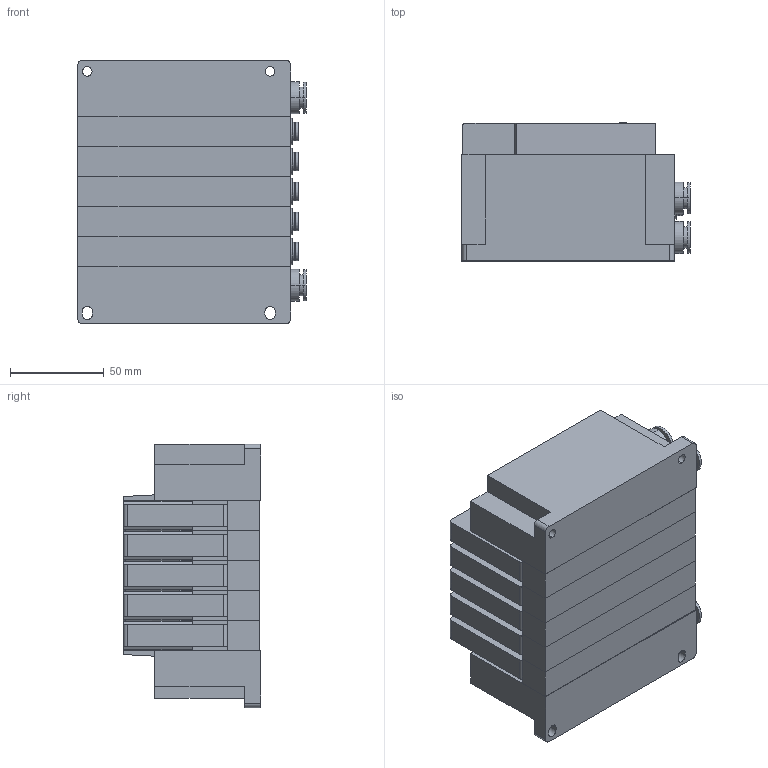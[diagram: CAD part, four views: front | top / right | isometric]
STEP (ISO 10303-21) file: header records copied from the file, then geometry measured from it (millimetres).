
FILE_DESCRIPTION (( 'STEP AP203' ), '1' );
FILE_NAME ('SS5Y5-10S0-05B-C6.step', '2018-05-11T07:10:16', ( '' ), ( '' ), 'SwSTEP 2.0', 'SolidWorks 2015', '' );
FILE_SCHEMA (( 'CONFIG_CONTROL_DESIGN' ));
Length unit declared in the file: millimetre
Products named in the file (5): _SY50M-1-1A-C10(10_5__); _SY5100-5R1(1); _SY50M-2-1DA-C6__; _SY50M-3-1A-C10(10__); SS5Y5-10S0-05B-C6
Assembly tree (12 placements, depth 2):
  SS5Y5-10S0-05B-C6
    _SY50M-1-1A-C10(10_5__)
    _SY5100-5R1(1)  x5
    _SY50M-2-1DA-C6__  x5
    _SY50M-3-1A-C10(10__)
Bounding box: 121.7 x 73.4 x 140.5 mm (x, y, z)
Volume: 941266.7 mm3; surface area: 188499.7 mm2
Topology: 12 solids, 12 shells, 736 faces, 1838 edges, 1222 vertices
Faces by surface type: plane 490, cylinder 226, bspline 20
Entity records: 7735 total; most frequent: CARTESIAN_POINT 1275, DIRECTION 1230, ORIENTED_EDGE 1148, EDGE_CURVE 574, AXIS2_PLACEMENT_3D 417, LINE 396, VECTOR 396, VERTEX_POINT 382
